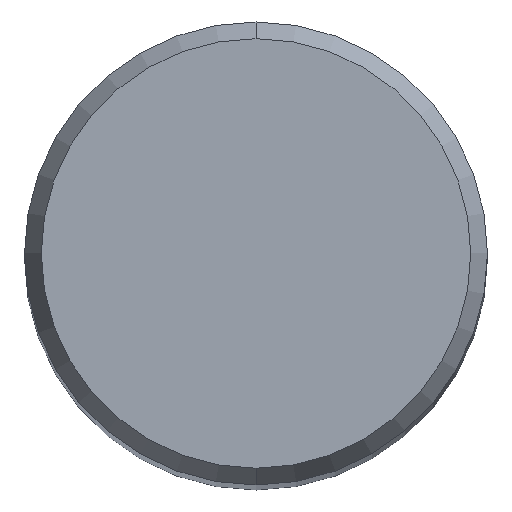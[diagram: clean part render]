
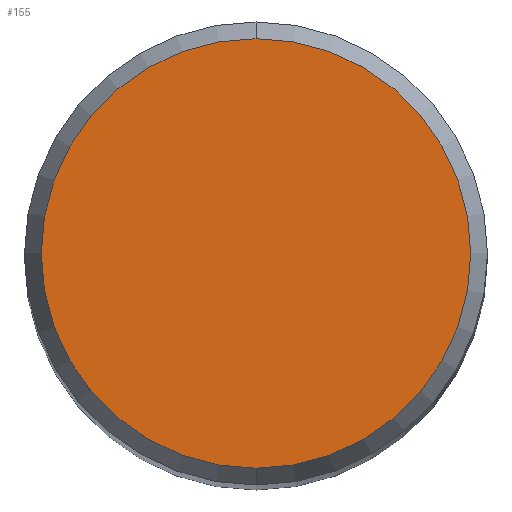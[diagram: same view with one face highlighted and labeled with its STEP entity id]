
A CAD part, top view. The second image highlights one B-rep face of the part: STEP entity #155.
In plain terms, the highlighted planar face has unit normal (0, 0, 1).
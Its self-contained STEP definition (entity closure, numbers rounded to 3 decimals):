
#155=ADVANCED_FACE('',(#316),#317,.T.);
#165=EDGE_CURVE('',#195,#197,#328,.T.);
#177=EDGE_CURVE('',#197,#195,#340,.T.);
#195=VERTEX_POINT('',#358);
#197=VERTEX_POINT('',#360);
#316=FACE_OUTER_BOUND('',#493,.T.);
#317=PLANE('',#494);
#328=CIRCLE('',#508,2.946);
#340=CIRCLE('',#527,2.946);
#358=CARTESIAN_POINT('',(0.,-2.946,0.));
#360=CARTESIAN_POINT('',(0.0,2.946,0.));
#493=EDGE_LOOP('',(#709,#710));
#494=AXIS2_PLACEMENT_3D('',#711,#712,#713);
#508=AXIS2_PLACEMENT_3D('',#727,#728,#729);
#527=AXIS2_PLACEMENT_3D('',#733,#734,#735);
#709=ORIENTED_EDGE('',*,*,#177,.F.);
#710=ORIENTED_EDGE('',*,*,#165,.F.);
#711=CARTESIAN_POINT('',(0.0,1.473,0.));
#712=DIRECTION('',(-0.0,0.0,1.0));
#713=DIRECTION('',(0.0,-1.0,0.0));
#727=CARTESIAN_POINT('',(0.0,0.0,0.));
#728=DIRECTION('',(0.0,0.0,-1.0));
#729=DIRECTION('',(0.0,1.0,0.0));
#733=CARTESIAN_POINT('',(0.0,0.0,0.));
#734=DIRECTION('',(0.0,0.0,-1.0));
#735=DIRECTION('',(0.0,1.0,0.0));
